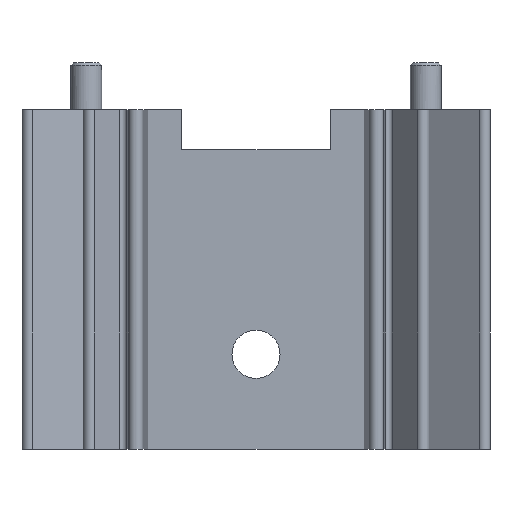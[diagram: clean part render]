
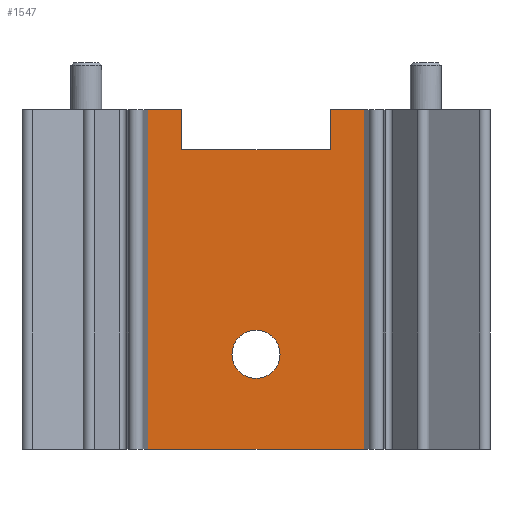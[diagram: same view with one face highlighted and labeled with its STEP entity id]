
A CAD part, front view. The second image highlights one B-rep face of the part: STEP entity #1547.
In plain terms, the highlighted planar face has unit normal (0, -1, 0).
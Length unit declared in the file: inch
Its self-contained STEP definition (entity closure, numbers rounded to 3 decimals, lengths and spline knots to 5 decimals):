
#29 = ORIENTED_EDGE ( 'NONE', *, *, #2483, .F. ) ;
#45 = VECTOR ( 'NONE', #284, 39.37008 ) ;
#47 = VECTOR ( 'NONE', #1034, 39.37008 ) ;
#62 = CARTESIAN_POINT ( 'NONE',  ( -0.3189, -0.03091, -1. ) ) ;
#148 = CARTESIAN_POINT ( 'NONE',  ( -0.2185, -0.03091, -0.11811 ) ) ;
#156 = CARTESIAN_POINT ( 'NONE',  ( 0.2185, -0.03091, -0.11811 ) ) ;
#166 = EDGE_CURVE ( 'NONE', #544, #2692, #2977, .T. ) ;
#186 = DIRECTION ( 'NONE',  ( 0., -1., 0. ) ) ;
#263 = LINE ( 'NONE', #1054, #2870 ) ;
#284 = DIRECTION ( 'NONE',  ( 0., 0., 1. ) ) ;
#356 = VECTOR ( 'NONE', #1317, 39.37008 ) ;
#358 = LINE ( 'NONE', #1109, #1485 ) ;
#404 = DIRECTION ( 'NONE',  ( 0., 0., 1. ) ) ;
#420 = CARTESIAN_POINT ( 'NONE',  ( 0.3189, -0.03091, -1. ) ) ;
#530 = DIRECTION ( 'NONE',  ( 0., -1., 0. ) ) ;
#544 = VERTEX_POINT ( 'NONE', #1928 ) ;
#670 = EDGE_LOOP ( 'NONE', ( #1433, #2544, #1915, #1913, #1807, #3207, #29, #1385 ) ) ;
#679 = CARTESIAN_POINT ( 'NONE',  ( 0., -0.03091, -0.72047 ) ) ;
#700 = DIRECTION ( 'NONE',  ( 1., 0., 0. ) ) ;
#707 = CARTESIAN_POINT ( 'NONE',  ( -0.2185, -0.03091, -1. ) ) ;
#824 = VERTEX_POINT ( 'NONE', #2559 ) ;
#928 = LINE ( 'NONE', #3078, #1075 ) ;
#939 = VERTEX_POINT ( 'NONE', #156 ) ;
#1034 = DIRECTION ( 'NONE',  ( 1., 0., 0. ) ) ;
#1054 = CARTESIAN_POINT ( 'NONE',  ( -0.3189, -0.03091, 0. ) ) ;
#1065 = AXIS2_PLACEMENT_3D ( 'NONE', #679, #186, #700 ) ;
#1075 = VECTOR ( 'NONE', #404, 39.37008 ) ;
#1109 = CARTESIAN_POINT ( 'NONE',  ( -0.3189, -0.03091, -1. ) ) ;
#1218 = VERTEX_POINT ( 'NONE', #1309 ) ;
#1231 = EDGE_CURVE ( 'NONE', #2692, #544, #2056, .T. ) ;
#1246 = DIRECTION ( 'NONE',  ( 1., 0., 0. ) ) ;
#1309 = CARTESIAN_POINT ( 'NONE',  ( 0.2185, -0.03091, 0. ) ) ;
#1310 = EDGE_CURVE ( 'NONE', #1218, #1984, #263, .T. ) ;
#1317 = DIRECTION ( 'NONE',  ( 1., 0., 0. ) ) ;
#1340 = DIRECTION ( 'NONE',  ( 1., 0., 0. ) ) ;
#1385 = ORIENTED_EDGE ( 'NONE', *, *, #3203, .F. ) ;
#1433 = ORIENTED_EDGE ( 'NONE', *, *, #1489, .F. ) ;
#1458 = CARTESIAN_POINT ( 'NONE',  ( -0.3189, -0.03091, -1. ) ) ;
#1463 = LINE ( 'NONE', #2456, #356 ) ;
#1485 = VECTOR ( 'NONE', #1340, 39.37008 ) ;
#1489 = EDGE_CURVE ( 'NONE', #824, #1776, #2458, .T. ) ;
#1509 = CARTESIAN_POINT ( 'NONE',  ( -0.3189, -0.03091, -1. ) ) ;
#1516 = DIRECTION ( 'NONE',  ( 1., 0., 0. ) ) ;
#1547 = ADVANCED_FACE ( 'NONE', ( #1760, #2237 ), #2712, .T. ) ;
#1745 = VERTEX_POINT ( 'NONE', #420 ) ;
#1753 = EDGE_LOOP ( 'NONE', ( #2531, #1789 ) ) ;
#1760 = FACE_OUTER_BOUND ( 'NONE', #670, .T. ) ;
#1776 = VERTEX_POINT ( 'NONE', #148 ) ;
#1789 = ORIENTED_EDGE ( 'NONE', *, *, #166, .F. ) ;
#1807 = ORIENTED_EDGE ( 'NONE', *, *, #2904, .T. ) ;
#1854 = VERTEX_POINT ( 'NONE', #1458 ) ;
#1913 = ORIENTED_EDGE ( 'NONE', *, *, #2271, .T. ) ;
#1915 = ORIENTED_EDGE ( 'NONE', *, *, #2828, .F. ) ;
#1928 = CARTESIAN_POINT ( 'NONE',  ( 0., -0.03091, -0.79134 ) ) ;
#1984 = VERTEX_POINT ( 'NONE', #2917 ) ;
#2022 = LINE ( 'NONE', #3008, #45 ) ;
#2056 = CIRCLE ( 'NONE', #3081, 0.07087 ) ;
#2157 = CARTESIAN_POINT ( 'NONE',  ( -0.3189, -0.03091, 0. ) ) ;
#2171 = DIRECTION ( 'NONE',  ( 0., 0., -1. ) ) ;
#2181 = VERTEX_POINT ( 'NONE', #2157 ) ;
#2237 = FACE_BOUND ( 'NONE', #1753, .T. ) ;
#2271 = EDGE_CURVE ( 'NONE', #1854, #1745, #358, .T. ) ;
#2299 = LINE ( 'NONE', #2540, #47 ) ;
#2303 = DIRECTION ( 'NONE',  ( 0., -1., 0. ) ) ;
#2322 = VECTOR ( 'NONE', #2706, 39.37008 ) ;
#2408 = VECTOR ( 'NONE', #2171, 39.37008 ) ;
#2456 = CARTESIAN_POINT ( 'NONE',  ( -0.3189, -0.03091, 0. ) ) ;
#2458 = LINE ( 'NONE', #707, #2408 ) ;
#2483 = EDGE_CURVE ( 'NONE', #939, #1218, #928, .T. ) ;
#2497 = CARTESIAN_POINT ( 'NONE',  ( 0., -0.03091, -0.72047 ) ) ;
#2531 = ORIENTED_EDGE ( 'NONE', *, *, #1231, .F. ) ;
#2540 = CARTESIAN_POINT ( 'NONE',  ( -0.3189, -0.03091, -0.11811 ) ) ;
#2544 = ORIENTED_EDGE ( 'NONE', *, *, #3198, .F. ) ;
#2559 = CARTESIAN_POINT ( 'NONE',  ( -0.2185, -0.03091, 0. ) ) ;
#2692 = VERTEX_POINT ( 'NONE', #2887 ) ;
#2706 = DIRECTION ( 'NONE',  ( 0., 0., 1. ) ) ;
#2712 = PLANE ( 'NONE',  #2873 ) ;
#2796 = DIRECTION ( 'NONE',  ( 1., 0., 0. ) ) ;
#2828 = EDGE_CURVE ( 'NONE', #1854, #2181, #2940, .T. ) ;
#2870 = VECTOR ( 'NONE', #1246, 39.37008 ) ;
#2873 = AXIS2_PLACEMENT_3D ( 'NONE', #62, #530, #1516 ) ;
#2887 = CARTESIAN_POINT ( 'NONE',  ( 0., -0.03091, -0.64961 ) ) ;
#2904 = EDGE_CURVE ( 'NONE', #1745, #1984, #2022, .T. ) ;
#2917 = CARTESIAN_POINT ( 'NONE',  ( 0.3189, -0.03091, 0. ) ) ;
#2940 = LINE ( 'NONE', #1509, #2322 ) ;
#2977 = CIRCLE ( 'NONE', #1065, 0.07087 ) ;
#3008 = CARTESIAN_POINT ( 'NONE',  ( 0.3189, -0.03091, -1. ) ) ;
#3078 = CARTESIAN_POINT ( 'NONE',  ( 0.2185, -0.03091, -1. ) ) ;
#3081 = AXIS2_PLACEMENT_3D ( 'NONE', #2497, #2303, #2796 ) ;
#3198 = EDGE_CURVE ( 'NONE', #2181, #824, #1463, .T. ) ;
#3203 = EDGE_CURVE ( 'NONE', #1776, #939, #2299, .T. ) ;
#3207 = ORIENTED_EDGE ( 'NONE', *, *, #1310, .F. ) ;
